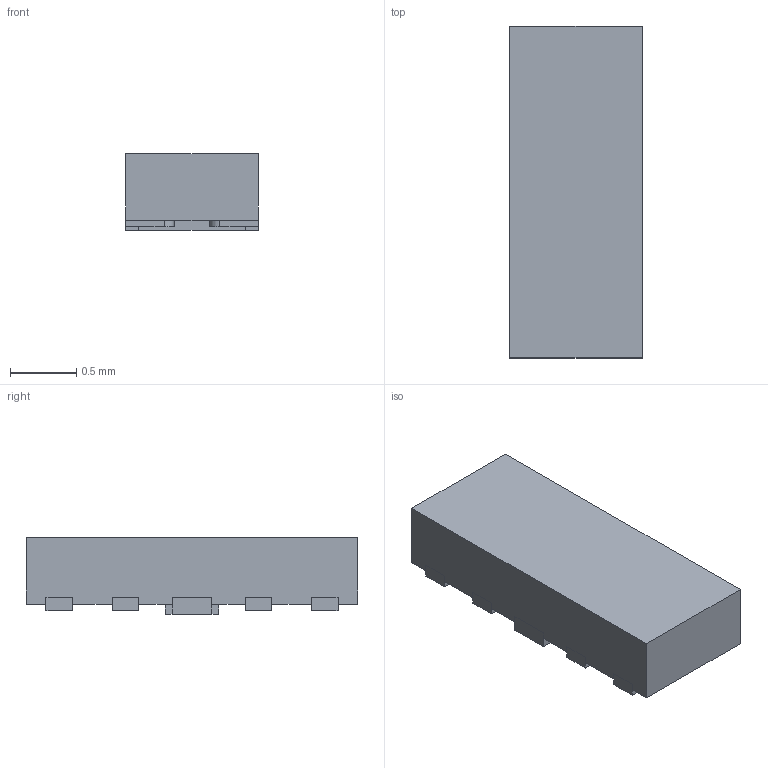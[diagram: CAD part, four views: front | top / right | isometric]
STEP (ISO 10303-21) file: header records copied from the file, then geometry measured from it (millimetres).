
FILE_DESCRIPTION((''),'2;1');
FILE_NAME('DQA0010B_ASM','2023-12-04T08:19:58',('a0412086'),(''),'CREO PARAMETRIC BY PTC INC, 2018500','CREO PARAMETRIC BY PTC INC, 2018500','');
FILE_SCHEMA(('CONFIG_CONTROL_DESIGN','SHAPE_APPEARANCE_LAYERS_GROUPS'));
Length unit declared in the file: millimetre
Products named in the file (4): DQA0010B_BODY; DQA0010B_FRAME; DQA0010B_PIN1-ID; DQA0010B_ASM
Assembly tree (3 placements, depth 2):
  DQA0010B_ASM
    DQA0010B_BODY
    DQA0010B_FRAME
    DQA0010B_PIN1-ID
Bounding box: 1 x 2.5 x 0.58 mm (x, y, z)
Volume: 1.3 mm3; surface area: 11.9 mm2
Topology: 10 solids, 10 shells, 142 faces, 366 edges, 244 vertices
Faces by surface type: plane 114, cylinder 28
Entity records: 5662 total; most frequent: CARTESIAN_POINT 759, ORIENTED_EDGE 732, DIRECTION 720, PRESENTATION_STYLE_ASSIGNMENT 386, STYLED_ITEM 376, CURVE_STYLE 366, EDGE_CURVE 366, VECTOR 310
